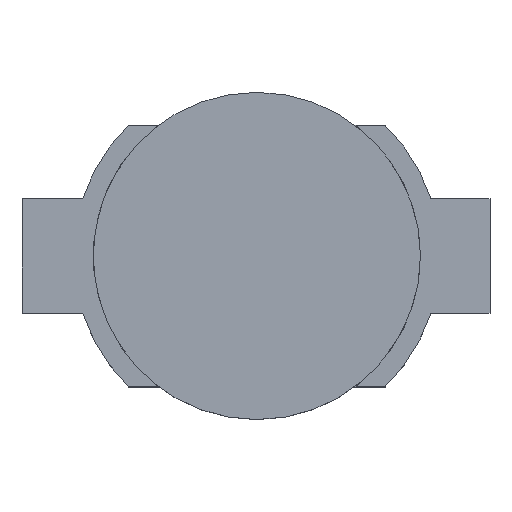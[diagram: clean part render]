
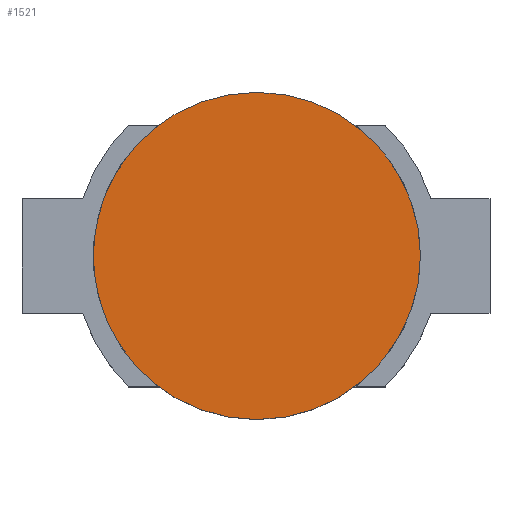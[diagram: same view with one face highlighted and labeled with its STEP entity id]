
A CAD part, top view. The second image highlights one B-rep face of the part: STEP entity #1521.
In plain terms, the highlighted planar face has unit normal (0, 0, 1).
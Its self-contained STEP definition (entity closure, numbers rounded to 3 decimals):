
#1437 = EDGE_CURVE('',#1438,#1438,#1440,.T.);
#1438 = VERTEX_POINT('',#1439);
#1439 = CARTESIAN_POINT('',(10.,0.,5.));
#1440 = SURFACE_CURVE('',#1441,(#1446,#1458),.PCURVE_S1.);
#1441 = CIRCLE('',#1442,10.);
#1442 = AXIS2_PLACEMENT_3D('',#1443,#1444,#1445);
#1443 = CARTESIAN_POINT('',(0.,0.,5.));
#1444 = DIRECTION('',(0.,0.,1.));
#1445 = DIRECTION('',(1.,0.,0.));
#1446 = PCURVE('',#1447,#1452);
#1447 = CYLINDRICAL_SURFACE('',#1448,10.);
#1448 = AXIS2_PLACEMENT_3D('',#1449,#1450,#1451);
#1449 = CARTESIAN_POINT('',(0.,0.,1.5));
#1450 = DIRECTION('',(0.,0.,1.));
#1451 = DIRECTION('',(1.,0.,0.));
#1452 = DEFINITIONAL_REPRESENTATION('',(#1453),#1457);
#1453 = LINE('',#1454,#1455);
#1454 = CARTESIAN_POINT('',(0.,3.5));
#1455 = VECTOR('',#1456,1.);
#1456 = DIRECTION('',(1.,0.));
#1457 = ( GEOMETRIC_REPRESENTATION_CONTEXT(2) 
PARAMETRIC_REPRESENTATION_CONTEXT() REPRESENTATION_CONTEXT('2D SPACE',''
  ) );
#1458 = PCURVE('',#1459,#1464);
#1459 = PLANE('',#1460);
#1460 = AXIS2_PLACEMENT_3D('',#1461,#1462,#1463);
#1461 = CARTESIAN_POINT('',(0.,0.,5.));
#1462 = DIRECTION('',(0.,0.,1.));
#1463 = DIRECTION('',(1.,0.,0.));
#1464 = DEFINITIONAL_REPRESENTATION('',(#1465),#1469);
#1465 = CIRCLE('',#1466,10.);
#1466 = AXIS2_PLACEMENT_2D('',#1467,#1468);
#1467 = CARTESIAN_POINT('',(0.,0.));
#1468 = DIRECTION('',(1.,0.));
#1469 = ( GEOMETRIC_REPRESENTATION_CONTEXT(2) 
PARAMETRIC_REPRESENTATION_CONTEXT() REPRESENTATION_CONTEXT('2D SPACE',''
  ) );
#1521 = ADVANCED_FACE('',(#1522),#1459,.T.);
#1522 = FACE_BOUND('',#1523,.T.);
#1523 = EDGE_LOOP('',(#1524));
#1524 = ORIENTED_EDGE('',*,*,#1437,.T.);
